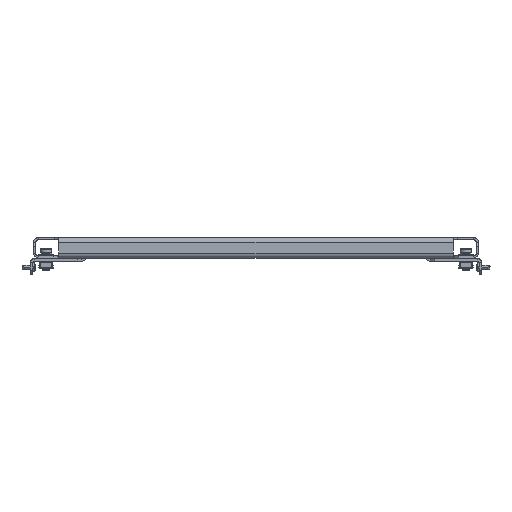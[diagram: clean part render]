
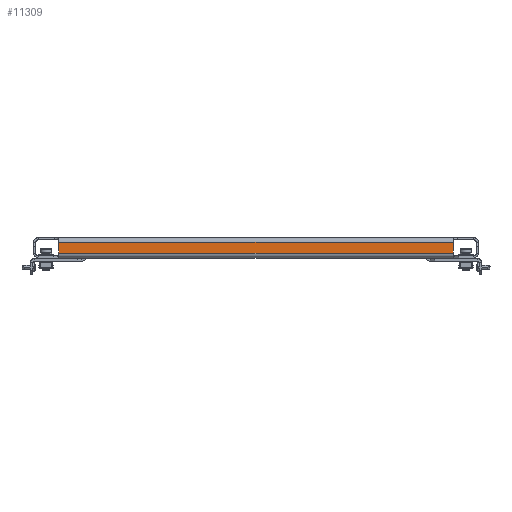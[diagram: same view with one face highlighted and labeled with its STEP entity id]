
A CAD part, front view. The second image highlights one B-rep face of the part: STEP entity #11309.
In plain terms, the highlighted planar face has unit normal (0, -1, 0).
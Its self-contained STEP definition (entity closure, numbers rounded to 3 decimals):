
#828 = LINE ( 'NONE', #3054, #10463 ) ;
#853 = EDGE_CURVE ( 'NONE', #13162, #11878, #8951, .T. ) ;
#1875 = VECTOR ( 'NONE', #10164, 1000. ) ;
#2067 = CARTESIAN_POINT ( 'NONE',  ( -221.5, -399.5, -15. ) ) ;
#2186 = ORIENTED_EDGE ( 'NONE', *, *, #4246, .T. ) ;
#2226 = CARTESIAN_POINT ( 'NONE',  ( -221.5, -399.5, 0. ) ) ;
#2449 = DIRECTION ( 'NONE',  ( 0., 0., 1. ) ) ;
#2710 = VERTEX_POINT ( 'NONE', #3917 ) ;
#3054 = CARTESIAN_POINT ( 'NONE',  ( 221.5, -399.5, -3. ) ) ;
#3133 = DIRECTION ( 'NONE',  ( 0., 1., 0. ) ) ;
#3730 = FACE_OUTER_BOUND ( 'NONE', #5946, .T. ) ;
#3917 = CARTESIAN_POINT ( 'NONE',  ( -221.5, -399.5, -15. ) ) ;
#4091 = DIRECTION ( 'NONE',  ( 1., 0., 0. ) ) ;
#4239 = PLANE ( 'NONE',  #6661 ) ;
#4246 = EDGE_CURVE ( 'NONE', #7261, #2710, #9527, .T. ) ;
#4883 = EDGE_CURVE ( 'NONE', #7261, #11878, #828, .T. ) ;
#5513 = CARTESIAN_POINT ( 'NONE',  ( 221.5, -399.5, 0. ) ) ;
#5605 = ORIENTED_EDGE ( 'NONE', *, *, #853, .T. ) ;
#5862 = CARTESIAN_POINT ( 'NONE',  ( 221.5, -399.5, -3. ) ) ;
#5946 = EDGE_LOOP ( 'NONE', ( #6370, #5605, #8977, #2186 ) ) ;
#6339 = EDGE_CURVE ( 'NONE', #2710, #13162, #9937, .T. ) ;
#6370 = ORIENTED_EDGE ( 'NONE', *, *, #6339, .T. ) ;
#6661 = AXIS2_PLACEMENT_3D ( 'NONE', #6996, #3133, #2449 ) ;
#6996 = CARTESIAN_POINT ( 'NONE',  ( 0., -399.5, 0. ) ) ;
#7261 = VERTEX_POINT ( 'NONE', #9598 ) ;
#7346 = DIRECTION ( 'NONE',  ( 0., 0., -1. ) ) ;
#7635 = DIRECTION ( 'NONE',  ( 0., 0., 1. ) ) ;
#8951 = LINE ( 'NONE', #5513, #11027 ) ;
#8977 = ORIENTED_EDGE ( 'NONE', *, *, #4883, .F. ) ;
#9357 = VECTOR ( 'NONE', #7346, 1000. ) ;
#9527 = LINE ( 'NONE', #2226, #9357 ) ;
#9598 = CARTESIAN_POINT ( 'NONE',  ( -221.5, -399.5, -3. ) ) ;
#9937 = LINE ( 'NONE', #2067, #1875 ) ;
#10074 = CARTESIAN_POINT ( 'NONE',  ( 221.5, -399.5, -15. ) ) ;
#10164 = DIRECTION ( 'NONE',  ( 1., 0., 0. ) ) ;
#10463 = VECTOR ( 'NONE', #4091, 1000. ) ;
#11027 = VECTOR ( 'NONE', #7635, 1000. ) ;
#11309 = ADVANCED_FACE ( 'NONE', ( #3730 ), #4239, .F. ) ;
#11878 = VERTEX_POINT ( 'NONE', #5862 ) ;
#13162 = VERTEX_POINT ( 'NONE', #10074 ) ;
